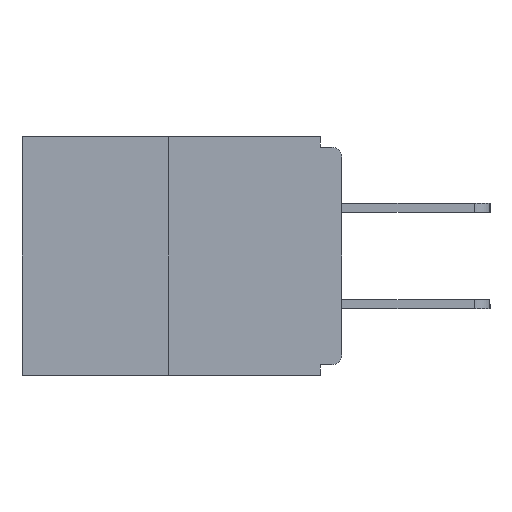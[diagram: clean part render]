
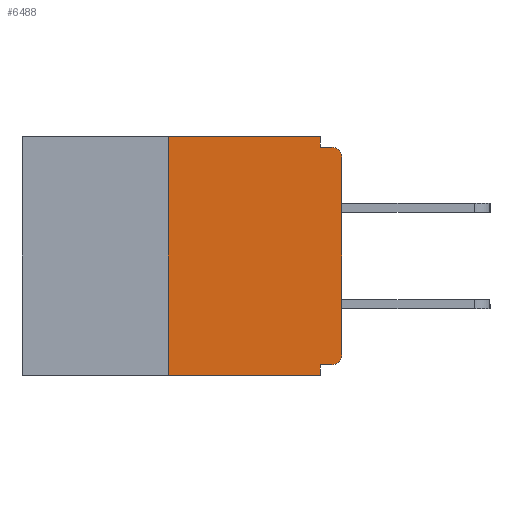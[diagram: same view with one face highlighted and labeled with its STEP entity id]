
A CAD part, left-side view. The second image highlights one B-rep face of the part: STEP entity #6488.
In plain terms, the highlighted planar face has unit normal (-1, 0, 0).
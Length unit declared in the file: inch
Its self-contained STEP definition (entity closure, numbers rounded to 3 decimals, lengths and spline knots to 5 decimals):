
#197 = CARTESIAN_POINT ( 'NONE',  ( 0., 0.25, 0. ) ) ;
#258 = VECTOR ( 'NONE', #7364, 39.37008 ) ;
#420 = FACE_OUTER_BOUND ( 'NONE', #13752, .T. ) ;
#455 = LINE ( 'NONE', #10724, #11852 ) ;
#554 = DIRECTION ( 'NONE',  ( 0., 0., 1. ) ) ;
#695 = VERTEX_POINT ( 'NONE', #2093 ) ;
#866 = CARTESIAN_POINT ( 'NONE',  ( 0., 0.015, -0.328 ) ) ;
#972 = DIRECTION ( 'NONE',  ( 1., 0., 0. ) ) ;
#1034 = CARTESIAN_POINT ( 'NONE',  ( 0., 0.031, -0.015 ) ) ;
#1046 = VERTEX_POINT ( 'NONE', #13863 ) ;
#1137 = DIRECTION ( 'NONE',  ( 0., 0., -1. ) ) ;
#1280 = VECTOR ( 'NONE', #554, 39.37008 ) ;
#1620 = ORIENTED_EDGE ( 'NONE', *, *, #8213, .T. ) ;
#1688 = DIRECTION ( 'NONE',  ( 0., -1., 0. ) ) ;
#1794 = CIRCLE ( 'NONE', #2096, 0.015 ) ;
#2093 = CARTESIAN_POINT ( 'NONE',  ( 0., 0.031, -0.328 ) ) ;
#2096 = AXIS2_PLACEMENT_3D ( 'NONE', #5453, #12941, #12988 ) ;
#2171 = VERTEX_POINT ( 'NONE', #8104 ) ;
#2208 = LINE ( 'NONE', #12416, #13287 ) ;
#2409 = EDGE_CURVE ( 'NONE', #5564, #5910, #2208, .T. ) ;
#2514 = VECTOR ( 'NONE', #1137, 39.37008 ) ;
#2599 = CARTESIAN_POINT ( 'NONE',  ( 0., 0., 0. ) ) ;
#2667 = ORIENTED_EDGE ( 'NONE', *, *, #5900, .T. ) ;
#3016 = VECTOR ( 'NONE', #13487, 39.37008 ) ;
#4661 = EDGE_CURVE ( 'NONE', #9591, #695, #9062, .T. ) ;
#4715 = VERTEX_POINT ( 'NONE', #12667 ) ;
#4941 = CARTESIAN_POINT ( 'NONE',  ( 0., 0.015, -0.313 ) ) ;
#5030 = CARTESIAN_POINT ( 'NONE',  ( 0., 0., -0.313 ) ) ;
#5320 = ORIENTED_EDGE ( 'NONE', *, *, #10038, .F. ) ;
#5437 = AXIS2_PLACEMENT_3D ( 'NONE', #4941, #13650, #8295 ) ;
#5453 = CARTESIAN_POINT ( 'NONE',  ( 0., 0.015, -0.03 ) ) ;
#5564 = VERTEX_POINT ( 'NONE', #9836 ) ;
#5637 = ORIENTED_EDGE ( 'NONE', *, *, #11319, .F. ) ;
#5900 = EDGE_CURVE ( 'NONE', #13853, #2171, #1794, .T. ) ;
#5910 = VERTEX_POINT ( 'NONE', #197 ) ;
#5974 = CARTESIAN_POINT ( 'NONE',  ( 0., 0., -0.328 ) ) ;
#6336 = CARTESIAN_POINT ( 'NONE',  ( 0., 0., -0.015 ) ) ;
#6488 = ADVANCED_FACE ( 'NONE', ( #420 ), #8408, .F. ) ;
#6989 = DIRECTION ( 'NONE',  ( 0., 0., 1. ) ) ;
#7191 = AXIS2_PLACEMENT_3D ( 'NONE', #9503, #972, #8455 ) ;
#7299 = EDGE_CURVE ( 'NONE', #5910, #4715, #13143, .T. ) ;
#7308 = CARTESIAN_POINT ( 'NONE',  ( 0., 0.031, 0. ) ) ;
#7364 = DIRECTION ( 'NONE',  ( 0., -1., 0. ) ) ;
#7924 = ORIENTED_EDGE ( 'NONE', *, *, #2409, .F. ) ;
#8104 = CARTESIAN_POINT ( 'NONE',  ( 0., 0.015, -0.015 ) ) ;
#8213 = EDGE_CURVE ( 'NONE', #5564, #1046, #12284, .T. ) ;
#8295 = DIRECTION ( 'NONE',  ( 0., 0., -1. ) ) ;
#8408 = PLANE ( 'NONE',  #7191 ) ;
#8455 = DIRECTION ( 'NONE',  ( 0., 0., -1. ) ) ;
#9062 = LINE ( 'NONE', #5974, #3016 ) ;
#9113 = CARTESIAN_POINT ( 'NONE',  ( 0., 0.46, -0.343 ) ) ;
#9298 = VERTEX_POINT ( 'NONE', #1034 ) ;
#9424 = VECTOR ( 'NONE', #1688, 39.37008 ) ;
#9503 = CARTESIAN_POINT ( 'NONE',  ( 0., 0.46, 0. ) ) ;
#9591 = VERTEX_POINT ( 'NONE', #866 ) ;
#9717 = ORIENTED_EDGE ( 'NONE', *, *, #4661, .F. ) ;
#9836 = CARTESIAN_POINT ( 'NONE',  ( 0., 0.25, -0.343 ) ) ;
#9889 = EDGE_CURVE ( 'NONE', #9591, #11830, #10045, .T. ) ;
#10038 = EDGE_CURVE ( 'NONE', #4715, #9298, #11365, .T. ) ;
#10045 = CIRCLE ( 'NONE', #5437, 0.015 ) ;
#10194 = ORIENTED_EDGE ( 'NONE', *, *, #9889, .T. ) ;
#10440 = ORIENTED_EDGE ( 'NONE', *, *, #7299, .F. ) ;
#10724 = CARTESIAN_POINT ( 'NONE',  ( 0., 0.031, -0.343 ) ) ;
#10832 = LINE ( 'NONE', #6336, #258 ) ;
#11319 = EDGE_CURVE ( 'NONE', #695, #1046, #455, .T. ) ;
#11365 = LINE ( 'NONE', #7308, #2514 ) ;
#11674 = ORIENTED_EDGE ( 'NONE', *, *, #13377, .T. ) ;
#11799 = DIRECTION ( 'NONE',  ( 0., 0., -1. ) ) ;
#11830 = VERTEX_POINT ( 'NONE', #5030 ) ;
#11852 = VECTOR ( 'NONE', #11799, 39.37008 ) ;
#11965 = VECTOR ( 'NONE', #12671, 39.37008 ) ;
#12284 = LINE ( 'NONE', #9113, #9424 ) ;
#12416 = CARTESIAN_POINT ( 'NONE',  ( 0., 0.25, 0. ) ) ;
#12436 = EDGE_CURVE ( 'NONE', #9298, #2171, #10832, .T. ) ;
#12667 = CARTESIAN_POINT ( 'NONE',  ( 0., 0.031, 0. ) ) ;
#12671 = DIRECTION ( 'NONE',  ( 0., -1., 0. ) ) ;
#12676 = LINE ( 'NONE', #2599, #1280 ) ;
#12790 = CARTESIAN_POINT ( 'NONE',  ( 0., 0., -0.03 ) ) ;
#12941 = DIRECTION ( 'NONE',  ( -1., 0., 0. ) ) ;
#12988 = DIRECTION ( 'NONE',  ( 0., 0., -1. ) ) ;
#13142 = ORIENTED_EDGE ( 'NONE', *, *, #12436, .F. ) ;
#13143 = LINE ( 'NONE', #13794, #11965 ) ;
#13287 = VECTOR ( 'NONE', #6989, 39.37008 ) ;
#13377 = EDGE_CURVE ( 'NONE', #11830, #13853, #12676, .T. ) ;
#13487 = DIRECTION ( 'NONE',  ( 0., 1., 0. ) ) ;
#13650 = DIRECTION ( 'NONE',  ( -1., 0., 0. ) ) ;
#13752 = EDGE_LOOP ( 'NONE', ( #10440, #7924, #1620, #5637, #9717, #10194, #11674, #2667, #13142, #5320 ) ) ;
#13794 = CARTESIAN_POINT ( 'NONE',  ( 0., 0.46, 0. ) ) ;
#13853 = VERTEX_POINT ( 'NONE', #12790 ) ;
#13863 = CARTESIAN_POINT ( 'NONE',  ( 0., 0.031, -0.343 ) ) ;
